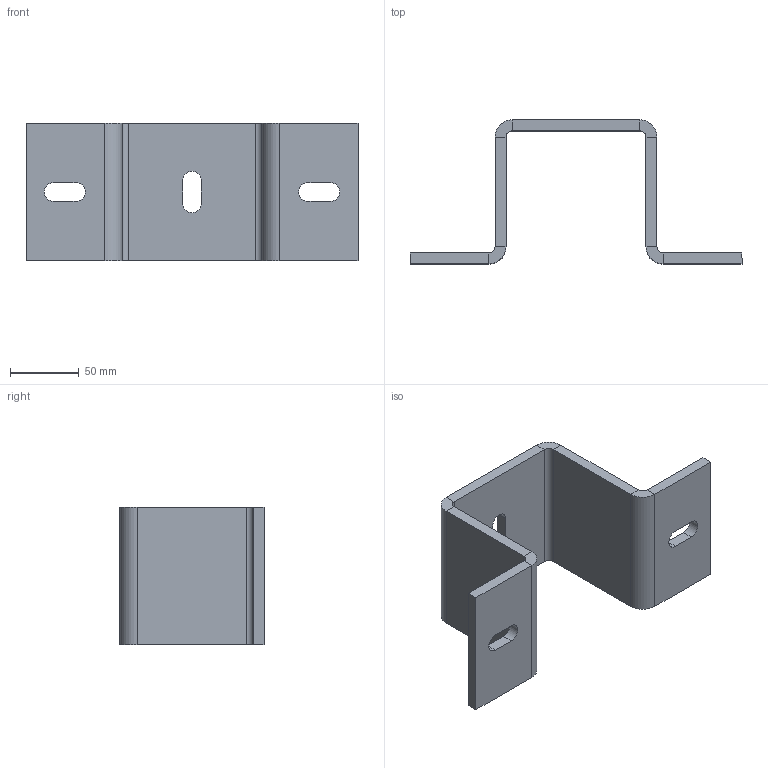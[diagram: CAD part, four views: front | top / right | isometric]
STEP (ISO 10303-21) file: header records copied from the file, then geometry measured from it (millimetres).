
FILE_DESCRIPTION((''),'2;1');
FILE_NAME('138640.stp','2012-09-10T13:49:54',('DMK009'),(''),'Autodesk Inventor 2012','Autodesk Inventor 2012','');
FILE_SCHEMA(('AUTOMOTIVE_DESIGN { 1 0 10303 214 1 1 1 1 }'));
Length unit declared in the file: millimetre
Products named in the file (1): 138640
Bounding box: 242 x 105 x 100 mm (x, y, z)
Volume: 328344.3 mm3; surface area: 92238.5 mm2
Topology: 1 solids, 1 shells, 50 faces, 112 edges, 64 vertices
Faces by surface type: plane 36, cylinder 14
Entity records: 1386 total; most frequent: DIRECTION 242, CARTESIAN_POINT 227, ORIENTED_EDGE 224, EDGE_CURVE 112, VECTOR 84, LINE 84, AXIS2_PLACEMENT_3D 79, VERTEX_POINT 64
